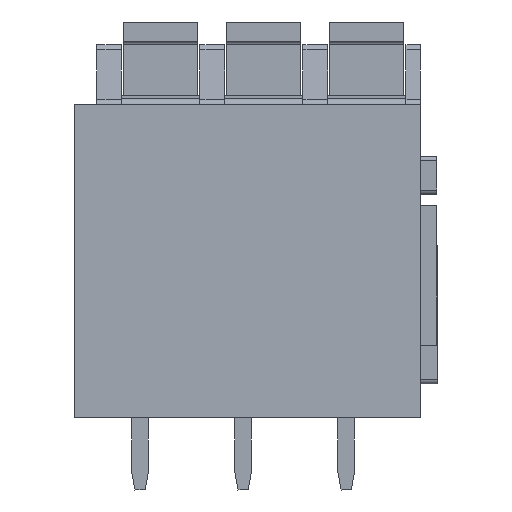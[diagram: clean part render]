
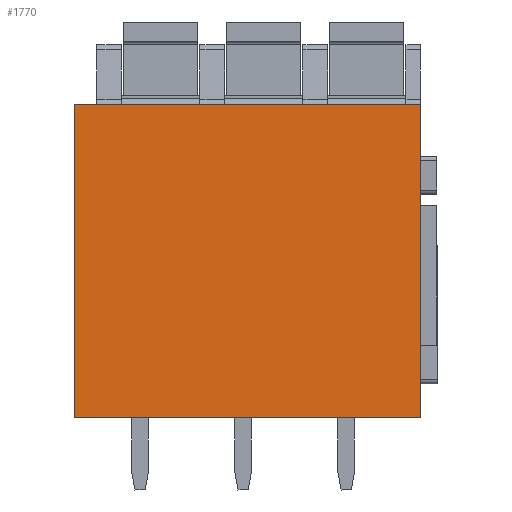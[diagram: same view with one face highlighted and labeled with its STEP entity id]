
A CAD part, front view. The second image highlights one B-rep face of the part: STEP entity #1770.
In plain terms, the highlighted planar face has unit normal (0, -1, 0).
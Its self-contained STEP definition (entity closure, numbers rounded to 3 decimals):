
#1752=AXIS2_PLACEMENT_3D('Plane Axis2P3D',#1749,#1750,#1751) ;
#446=CARTESIAN_POINT('Vertex',(16.8,0.,18.7)) ;
#449=CARTESIAN_POINT('Line Origine',(16.8,0.,11.1)) ;
#453=CARTESIAN_POINT('Vertex',(16.8,0.,3.5)) ;
#1679=CARTESIAN_POINT('Vertex',(0.,0.,3.5)) ;
#1682=CARTESIAN_POINT('Line Origine',(0.,0.,11.1)) ;
#1686=CARTESIAN_POINT('Vertex',(0.,0.,18.7)) ;
#1749=CARTESIAN_POINT('Axis2P3D Location',(0.,0.,18.7)) ;
#1754=CARTESIAN_POINT('Line Origine',(8.4,0.,18.7)) ;
#1759=CARTESIAN_POINT('Line Origine',(8.4,0.,3.5)) ;
#450=DIRECTION('Vector Direction',(0.,0.,-1.)) ;
#1683=DIRECTION('Vector Direction',(0.,0.,-1.)) ;
#1750=DIRECTION('Axis2P3D Direction',(0.,-1.,0.)) ;
#1751=DIRECTION('Axis2P3D XDirection',(0.,0.,-1.)) ;
#1755=DIRECTION('Vector Direction',(1.,0.,0.)) ;
#1760=DIRECTION('Vector Direction',(1.,0.,0.)) ;
#451=VECTOR('Line Direction',#450,1.) ;
#1684=VECTOR('Line Direction',#1683,1.) ;
#1756=VECTOR('Line Direction',#1755,1.) ;
#1761=VECTOR('Line Direction',#1760,1.) ;
#1765=ORIENTED_EDGE('',*,*,#455,.T.) ;
#1766=ORIENTED_EDGE('',*,*,#1758,.F.) ;
#1767=ORIENTED_EDGE('',*,*,#1688,.F.) ;
#1768=ORIENTED_EDGE('',*,*,#1763,.T.) ;
#1770=ADVANCED_FACE('_LMF 5.00/03/180  3.5SN OR BX 1330190000',(#1769),#1753,.T.) ;
#455=EDGE_CURVE('',#454,#447,#452,.F.) ;
#1688=EDGE_CURVE('',#1680,#1687,#1685,.F.) ;
#1758=EDGE_CURVE('',#1687,#447,#1757,.T.) ;
#1763=EDGE_CURVE('',#1680,#454,#1762,.T.) ;
#1764=EDGE_LOOP('',(#1765,#1766,#1767,#1768)) ;
#1769=FACE_OUTER_BOUND('',#1764,.T.) ;
#452=LINE('Line',#449,#451) ;
#1685=LINE('Line',#1682,#1684) ;
#1757=LINE('Line',#1754,#1756) ;
#1762=LINE('Line',#1759,#1761) ;
#1753=PLANE('',#1752) ;
#447=VERTEX_POINT('',#446) ;
#454=VERTEX_POINT('',#453) ;
#1680=VERTEX_POINT('',#1679) ;
#1687=VERTEX_POINT('',#1686) ;
